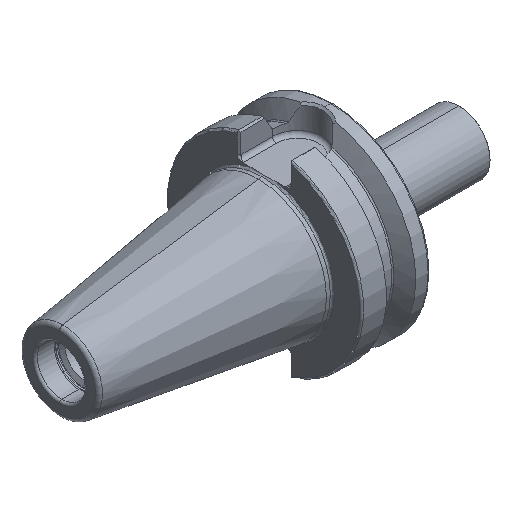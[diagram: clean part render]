
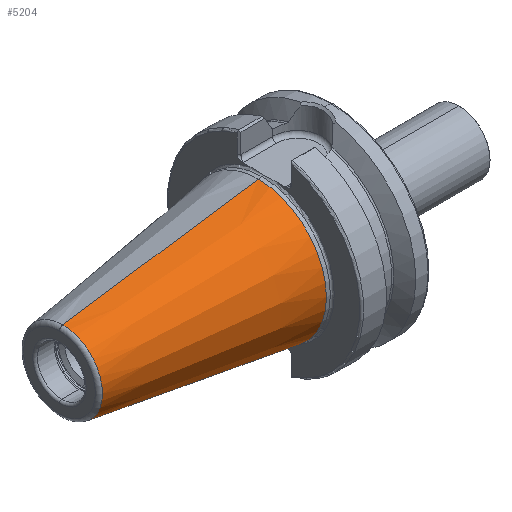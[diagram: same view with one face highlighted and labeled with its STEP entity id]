
A CAD part, isometric view. The second image highlights one B-rep face of the part: STEP entity #5204.
In plain terms, the highlighted conical face has half-angle 8.297 degrees and reference radius 34.925 mm.
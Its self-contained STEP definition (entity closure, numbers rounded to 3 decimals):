
#278 = VECTOR ( 'NONE', #2709, 1000. ) ;
#367 = VERTEX_POINT ( 'NONE', #4388 ) ;
#677 = ORIENTED_EDGE ( 'NONE', *, *, #2262, .T. ) ;
#712 = VERTEX_POINT ( 'NONE', #2582 ) ;
#869 = LINE ( 'NONE', #4353, #2993 ) ;
#1328 = ORIENTED_EDGE ( 'NONE', *, *, #2125, .F. ) ;
#1874 = AXIS2_PLACEMENT_3D ( 'NONE', #3525, #3510, #3500 ) ;
#2048 = DIRECTION ( 'NONE',  ( 0., 0., -1. ) ) ;
#2072 = VERTEX_POINT ( 'NONE', #4418 ) ;
#2125 = EDGE_CURVE ( 'NONE', #2072, #367, #2796, .T. ) ;
#2134 = CIRCLE ( 'NONE', #3851, 34.925 ) ;
#2176 = EDGE_CURVE ( 'NONE', #2072, #5281, #3781, .T. ) ;
#2262 = EDGE_CURVE ( 'NONE', #5281, #712, #2134, .T. ) ;
#2291 = EDGE_CURVE ( 'NONE', #367, #712, #869, .T. ) ;
#2431 = EDGE_LOOP ( 'NONE', ( #3849, #1328, #4157, #677 ) ) ;
#2456 = DIRECTION ( 'NONE',  ( 1., 0., 0. ) ) ;
#2582 = CARTESIAN_POINT ( 'NONE',  ( 0., 0., 34.925 ) ) ;
#2604 = FACE_OUTER_BOUND ( 'NONE', #2431, .T. ) ;
#2691 = CARTESIAN_POINT ( 'NONE',  ( 0., 0., -34.925 ) ) ;
#2709 = DIRECTION ( 'NONE',  ( 0.99, 0., -0.144 ) ) ;
#2796 = CIRCLE ( 'NONE', #1874, 20.329 ) ;
#2993 = VECTOR ( 'NONE', #3489, 1000. ) ;
#3373 = AXIS2_PLACEMENT_3D ( 'NONE', #4558, #2456, #2048 ) ;
#3489 = DIRECTION ( 'NONE',  ( 0.99, 0., 0.144 ) ) ;
#3500 = DIRECTION ( 'NONE',  ( 0., 0., 1. ) ) ;
#3510 = DIRECTION ( 'NONE',  ( -1., 0., 0. ) ) ;
#3525 = CARTESIAN_POINT ( 'NONE',  ( -100.089, 0., 0. ) ) ;
#3594 = CONICAL_SURFACE ( 'NONE', #3373, 34.925, 0.145 ) ;
#3781 = LINE ( 'NONE', #2691, #278 ) ;
#3849 = ORIENTED_EDGE ( 'NONE', *, *, #2291, .F. ) ;
#3851 = AXIS2_PLACEMENT_3D ( 'NONE', #5117, #5100, #4729 ) ;
#4157 = ORIENTED_EDGE ( 'NONE', *, *, #2176, .T. ) ;
#4353 = CARTESIAN_POINT ( 'NONE',  ( 0., 0., 34.925 ) ) ;
#4388 = CARTESIAN_POINT ( 'NONE',  ( -100.089, 0., 20.329 ) ) ;
#4418 = CARTESIAN_POINT ( 'NONE',  ( -100.089, 0., -20.329 ) ) ;
#4558 = CARTESIAN_POINT ( 'NONE',  ( 0., 0., 0. ) ) ;
#4729 = DIRECTION ( 'NONE',  ( 0., 0., 1. ) ) ;
#5100 = DIRECTION ( 'NONE',  ( -1., 0., 0. ) ) ;
#5117 = CARTESIAN_POINT ( 'NONE',  ( 0., 0., 0. ) ) ;
#5204 = ADVANCED_FACE ( 'NONE', ( #2604 ), #3594, .T. ) ;
#5281 = VERTEX_POINT ( 'NONE', #5384 ) ;
#5384 = CARTESIAN_POINT ( 'NONE',  ( 0., 0., -34.925 ) ) ;
